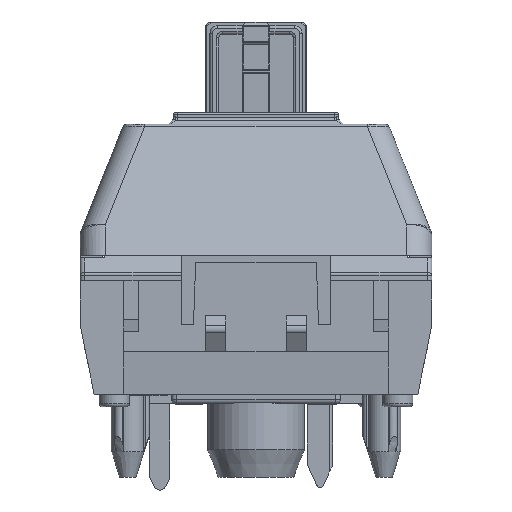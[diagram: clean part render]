
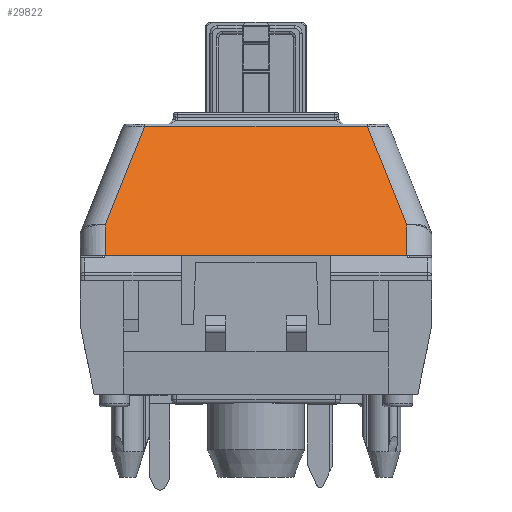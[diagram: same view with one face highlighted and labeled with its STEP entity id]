
A CAD part, left-side view. The second image highlights one B-rep face of the part: STEP entity #29822.
In plain terms, the highlighted planar face has unit normal (-0.837, 0, 0.547).
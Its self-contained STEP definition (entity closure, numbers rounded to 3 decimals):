
#1611=PLANE('',#32630);
#4337=FACE_OUTER_BOUND('',#6087,.T.);
#6087=EDGE_LOOP('',(#27205,#27206,#27207,#27208,#27209,#27210));
#8652=LINE('',#53400,#11323);
#8750=LINE('',#53990,#11421);
#8764=LINE('',#54144,#11435);
#8765=LINE('',#54148,#11436);
#8766=LINE('',#54149,#11437);
#8767=LINE('',#54150,#11438);
#11323=VECTOR('',#40337,10.);
#11421=VECTOR('',#40639,10.);
#11435=VECTOR('',#40677,10.);
#11436=VECTOR('',#40682,10.);
#11437=VECTOR('',#40683,10.);
#11438=VECTOR('',#40684,10.);
#14297=VERTEX_POINT('',#53397);
#14298=VERTEX_POINT('',#53399);
#14394=VERTEX_POINT('',#53984);
#14395=VERTEX_POINT('',#53988);
#14414=VERTEX_POINT('',#54143);
#14415=VERTEX_POINT('',#54147);
#18546=EDGE_CURVE('',#14298,#14297,#8652,.T.);
#18706=EDGE_CURVE('',#14394,#14395,#8750,.T.);
#18731=EDGE_CURVE('',#14395,#14414,#8764,.T.);
#18733=EDGE_CURVE('',#14415,#14394,#8765,.T.);
#18734=EDGE_CURVE('',#14298,#14415,#8766,.T.);
#18735=EDGE_CURVE('',#14414,#14297,#8767,.T.);
#27205=ORIENTED_EDGE('',*,*,#18706,.F.);
#27206=ORIENTED_EDGE('',*,*,#18733,.F.);
#27207=ORIENTED_EDGE('',*,*,#18734,.F.);
#27208=ORIENTED_EDGE('',*,*,#18546,.T.);
#27209=ORIENTED_EDGE('',*,*,#18735,.F.);
#27210=ORIENTED_EDGE('',*,*,#18731,.F.);
#29822=ADVANCED_FACE('',(#4337),#1611,.T.);
#32630=AXIS2_PLACEMENT_3D('',#54146,#40680,#40681);
#40337=DIRECTION('',(0.,-1.,0.));
#40639=DIRECTION('',(0.,-1.,0.));
#40677=DIRECTION('',(-0.519,-0.317,-0.794));
#40680=DIRECTION('center_axis',(-0.837,0.,0.547));
#40681=DIRECTION('ref_axis',(0.547,0.,0.837));
#40682=DIRECTION('',(0.519,-0.317,0.794));
#40683=DIRECTION('',(0.547,0.,0.837));
#40684=DIRECTION('',(-0.547,0.,-0.837));
#53397=CARTESIAN_POINT('',(-7.346,-5.975,1.));
#53399=CARTESIAN_POINT('',(-7.346,5.975,1.));
#53400=CARTESIAN_POINT('',(-7.346,0.,1.));
#53984=CARTESIAN_POINT('',(-4.005,4.413,6.109));
#53988=CARTESIAN_POINT('',(-4.005,-4.413,6.109));
#53990=CARTESIAN_POINT('',(-4.005,0.,6.109));
#54143=CARTESIAN_POINT('',(-6.558,-5.975,2.205));
#54144=CARTESIAN_POINT('',(-3.606,-4.169,6.719));
#54146=CARTESIAN_POINT('Origin',(-7.346,0.,1.));
#54147=CARTESIAN_POINT('',(-6.558,5.975,2.205));
#54148=CARTESIAN_POINT('',(-4.645,4.805,5.13));
#54149=CARTESIAN_POINT('',(-5.641,5.975,3.607));
#54150=CARTESIAN_POINT('',(-5.641,-5.975,3.607));
